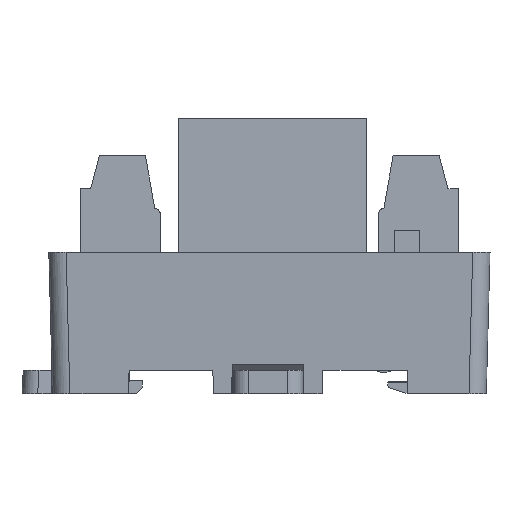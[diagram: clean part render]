
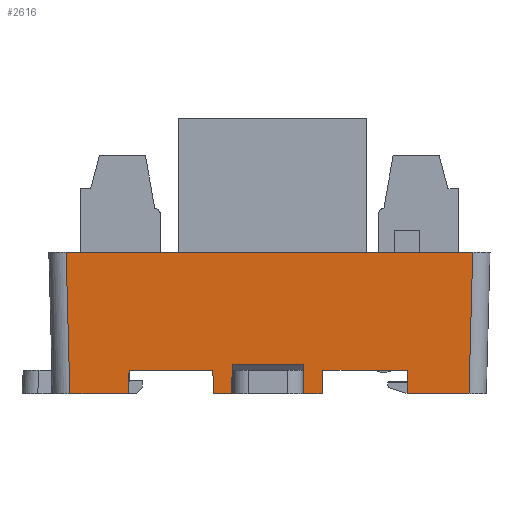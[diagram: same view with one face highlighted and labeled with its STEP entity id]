
A CAD part, left-side view. The second image highlights one B-rep face of the part: STEP entity #2616.
In plain terms, the highlighted planar face has unit normal (-1, 0, -0.026).
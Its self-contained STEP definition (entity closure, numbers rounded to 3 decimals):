
#1804=FACE_OUTER_BOUND('',#4670,.T.);
#2616=ADVANCED_FACE('',(#1804),#3486,.T.);
#3486=PLANE('',#17690);
#4670=EDGE_LOOP('',(#6427,#6428,#6429,#6430,#6431,#6432,#6433,#6434,#6435,
#6436,#6437,#6438,#6439,#6440,#6441,#6442));
#6427=ORIENTED_EDGE('',*,*,#11950,.T.);
#6428=ORIENTED_EDGE('',*,*,#12205,.F.);
#6429=ORIENTED_EDGE('',*,*,#12206,.T.);
#6430=ORIENTED_EDGE('',*,*,#12207,.F.);
#6431=ORIENTED_EDGE('',*,*,#12208,.T.);
#6432=ORIENTED_EDGE('',*,*,#12209,.F.);
#6433=ORIENTED_EDGE('',*,*,#12210,.T.);
#6434=ORIENTED_EDGE('',*,*,#12211,.T.);
#6435=ORIENTED_EDGE('',*,*,#11936,.T.);
#6436=ORIENTED_EDGE('',*,*,#12200,.T.);
#6437=ORIENTED_EDGE('',*,*,#12129,.T.);
#6438=ORIENTED_EDGE('',*,*,#12203,.T.);
#6439=ORIENTED_EDGE('',*,*,#12107,.F.);
#6440=ORIENTED_EDGE('',*,*,#12204,.T.);
#6441=ORIENTED_EDGE('',*,*,#12125,.T.);
#6442=ORIENTED_EDGE('',*,*,#12142,.F.);
#10371=VERTEX_POINT('',#23577);
#10372=VERTEX_POINT('',#23579);
#10385=VERTEX_POINT('',#23605);
#10386=VERTEX_POINT('',#23607);
#10498=VERTEX_POINT('',#23919);
#10499=VERTEX_POINT('',#23920);
#10509=VERTEX_POINT('',#23949);
#10510=VERTEX_POINT('',#23951);
#10513=VERTEX_POINT('',#23958);
#10514=VERTEX_POINT('',#23960);
#10551=VERTEX_POINT('',#24114);
#10552=VERTEX_POINT('',#24116);
#10553=VERTEX_POINT('',#24118);
#10554=VERTEX_POINT('',#24120);
#10555=VERTEX_POINT('',#24122);
#10556=VERTEX_POINT('',#24124);
#11936=EDGE_CURVE('',#10372,#10371,#14171,.T.);
#11950=EDGE_CURVE('',#10386,#10385,#14183,.T.);
#12107=EDGE_CURVE('',#10498,#10499,#14335,.T.);
#12125=EDGE_CURVE('',#10510,#10509,#14349,.T.);
#12129=EDGE_CURVE('',#10514,#10513,#14351,.T.);
#12142=EDGE_CURVE('',#10386,#10509,#14363,.T.);
#12200=EDGE_CURVE('',#10371,#10514,#14417,.T.);
#12203=EDGE_CURVE('',#10513,#10499,#14420,.T.);
#12204=EDGE_CURVE('',#10498,#10510,#14421,.T.);
#12205=EDGE_CURVE('',#10551,#10385,#14422,.T.);
#12206=EDGE_CURVE('',#10551,#10552,#14423,.T.);
#12207=EDGE_CURVE('',#10553,#10552,#14424,.T.);
#12208=EDGE_CURVE('',#10553,#10554,#14425,.T.);
#12209=EDGE_CURVE('',#10555,#10554,#14426,.T.);
#12210=EDGE_CURVE('',#10555,#10556,#14427,.T.);
#12211=EDGE_CURVE('',#10556,#10372,#14428,.T.);
#14171=LINE('',#23578,#15984);
#14183=LINE('',#23606,#15996);
#14335=LINE('',#23918,#16148);
#14349=LINE('',#23950,#16162);
#14351=LINE('',#23959,#16164);
#14363=LINE('',#23984,#16176);
#14417=LINE('',#24102,#16230);
#14420=LINE('',#24107,#16233);
#14421=LINE('',#24111,#16234);
#14422=LINE('',#24113,#16235);
#14423=LINE('',#24115,#16236);
#14424=LINE('',#24117,#16237);
#14425=LINE('',#24119,#16238);
#14426=LINE('',#24121,#16239);
#14427=LINE('',#24123,#16240);
#14428=LINE('',#24125,#16241);
#15984=VECTOR('',#19066,1.);
#15996=VECTOR('',#19082,1.);
#16148=VECTOR('',#19330,1.);
#16162=VECTOR('',#19356,1.);
#16164=VECTOR('',#19364,1.);
#16176=VECTOR('',#19384,1.);
#16230=VECTOR('',#19510,1.);
#16233=VECTOR('',#19517,1.);
#16234=VECTOR('',#19524,1.);
#16235=VECTOR('',#19527,1.);
#16236=VECTOR('',#19528,1.);
#16237=VECTOR('',#19529,1.);
#16238=VECTOR('',#19530,1.);
#16239=VECTOR('',#19531,1.);
#16240=VECTOR('',#19532,1.);
#16241=VECTOR('',#19533,1.);
#17690=AXIS2_PLACEMENT_3D('',#24126,#19534,#19535);
#19066=DIRECTION('',(0.,-1.,0.));
#19082=DIRECTION('',(0.,-1.,0.));
#19330=DIRECTION('',(0.,-1.,0.));
#19356=DIRECTION('',(0.,-1.,0.));
#19364=DIRECTION('',(0.,-1.,0.));
#19384=DIRECTION('',(0.026,0.017,-1.));
#19510=DIRECTION('',(0.026,-0.017,-1.));
#19517=DIRECTION('',(-0.026,-0.026,0.999));
#19524=DIRECTION('',(0.026,-0.026,-0.999));
#19527=DIRECTION('',(-0.026,0.035,0.999));
#19528=DIRECTION('',(0.,-1.,0.));
#19529=DIRECTION('',(0.026,0.009,-1.));
#19530=DIRECTION('',(0.,-1.,0.));
#19531=DIRECTION('',(-0.026,0.009,1.));
#19532=DIRECTION('',(0.,-1.,0.));
#19533=DIRECTION('',(-0.026,-0.035,0.999));
#19534=DIRECTION('',(-1.,0.,-0.026));
#19535=DIRECTION('',(0.026,0.,-1.));
#23577=CARTESIAN_POINT('',(221.443,87.686,-13.25));
#23578=CARTESIAN_POINT('',(221.443,105.436,-13.25));
#23579=CARTESIAN_POINT('',(221.443,98.436,-13.25));
#23605=CARTESIAN_POINT('',(221.443,112.436,-13.25));
#23606=CARTESIAN_POINT('',(221.443,105.436,-13.25));
#23607=CARTESIAN_POINT('',(221.443,123.086,-13.25));
#23918=CARTESIAN_POINT('',(221.05,104.936,1.75));
#23919=CARTESIAN_POINT('',(221.05,131.087,1.75));
#23920=CARTESIAN_POINT('',(221.05,79.385,1.75));
#23949=CARTESIAN_POINT('',(221.521,123.138,-16.25));
#23950=CARTESIAN_POINT('',(221.521,105.436,-16.25));
#23951=CARTESIAN_POINT('',(221.521,130.616,-16.25));
#23958=CARTESIAN_POINT('',(221.521,79.857,-16.25));
#23959=CARTESIAN_POINT('',(221.521,104.936,-16.25));
#23960=CARTESIAN_POINT('',(221.521,87.634,-16.25));
#23984=CARTESIAN_POINT('',(221.474,123.107,-14.454));
#24102=CARTESIAN_POINT('',(221.042,87.953,2.044));
#24107=CARTESIAN_POINT('',(221.067,79.403,1.09));
#24111=CARTESIAN_POINT('',(221.067,131.07,1.09));
#24113=CARTESIAN_POINT('',(221.474,112.394,-14.452));
#24114=CARTESIAN_POINT('',(221.521,112.331,-16.25));
#24115=CARTESIAN_POINT('',(221.521,105.436,-16.25));
#24116=CARTESIAN_POINT('',(221.521,110.012,-16.25));
#24117=CARTESIAN_POINT('',(221.049,109.855,1.79));
#24118=CARTESIAN_POINT('',(221.424,109.98,-12.524));
#24119=CARTESIAN_POINT('',(221.424,-104.009,-12.524));
#24120=CARTESIAN_POINT('',(221.424,100.892,-12.524));
#24121=CARTESIAN_POINT('',(221.049,101.017,1.782));
#24122=CARTESIAN_POINT('',(221.521,100.86,-16.25));
#24123=CARTESIAN_POINT('',(221.521,105.436,-16.25));
#24124=CARTESIAN_POINT('',(221.521,98.541,-16.25));
#24125=CARTESIAN_POINT('',(221.056,97.921,1.503));
#24126=CARTESIAN_POINT('',(221.05,104.936,1.747));
